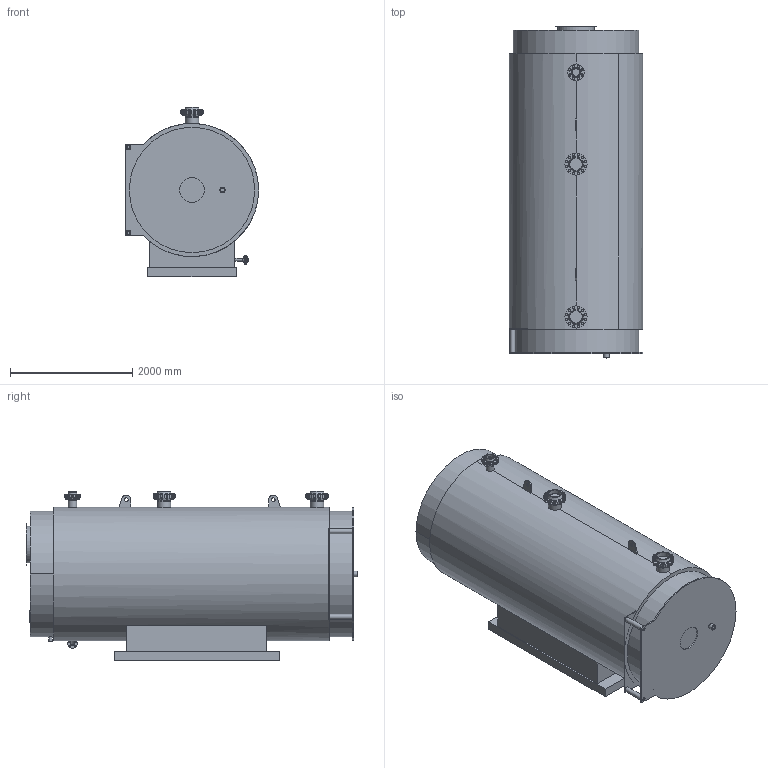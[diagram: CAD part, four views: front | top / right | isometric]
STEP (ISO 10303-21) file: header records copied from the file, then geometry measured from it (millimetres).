
FILE_DESCRIPTION(/* description */ (''),/* implementation_level */ '2;1');
FILE_NAME(/* name */ 'KPG-4650 (3D).stp',/* time_stamp */ '2020-11-25T20:26:08+03:00',/* author */ ('Пользователь'),/* organization */ (''),/* preprocessor_version */ 'ST-DEVELOPER v18',/* originating_system */ 'Autodesk Inventor 2020',/* authorisation */ '');
FILE_SCHEMA (('AUTOMOTIVE_DESIGN { 1 0 10303 214 3 1 1 }'));
Length unit declared in the file: millimetre
Products named in the file (12): 4650; 4650_1; FC-200DN; ISO 7005-2 Фланец приварной 
с буртиком, тип 
11 - ISO PN 25 Чугун с шаровидным 
графитом DN200; FC-125DN; ISO 7005-2 Фланец приварной 
с буртиком, тип 
11 - ISO PN 25 Чугун с шаровидным 
графитом DN125; AS 1110 - M24 x 70; AS 1112 - M24  Тип 10; FC-40DN; ISO 7005-2 Фланец приварной 
с буртиком, тип 
11 - ISO PN 25 Чугун с шаровидным 
графитом DN40; AS 1110 - M16 x 55; AS 1112 - M16  Тип 10
Assembly tree (59 placements, depth 3):
  4650
    4650_1
    FC-200DN  x2
      ISO 7005-2 Фланец приварной 
с буртиком, тип 
11 - ISO PN 25 Чугун с шаровидным 
графитом DN200
      AS 1110 - M24 x 70
      AS 1112 - M24  Тип 10
    FC-125DN
      ISO 7005-2 Фланец приварной 
с буртиком, тип 
11 - ISO PN 25 Чугун с шаровидным 
графитом DN125  x2
      AS 1110 - M24 x 70  x8
      AS 1112 - M24  Тип 10  x8
    FC-40DN
      ISO 7005-2 Фланец приварной 
с буртиком, тип 
11 - ISO PN 25 Чугун с шаровидным 
графитом DN40  x2
      AS 1110 - M16 x 55  x4
      AS 1112 - M16  Тип 10  x4
Bounding box: 2180 x 5430 x 2774 mm (x, y, z)
Volume: 20892471344 mm3; surface area: 53075050.5 mm2
Topology: 88 solids, 88 shells, 1937 faces, 4337 edges, 2648 vertices
Faces by surface type: plane 928, cone 764, cylinder 244, torus 1
Full cylindrical faces by diameter (mm): 13.835 x4, 16 x4, 19 x8, 20 x4, 20.752 x32, 24 x36, 28 x64, 36 x32, 40 x2, 48 x2, 50 x5, 52 x2, 60 x2, 64.286 x1, 80 x2, 84 x2, 90 x1, 125 x2, 133 x1, 137 x2, 150 x2, 184 x2, 200 x4, 212.6 x4, 219 x2, 270 x2, 274 x4, 360 x4, 400 x1, 594 x1
Entity records: 8041 total; most frequent: CARTESIAN_POINT 1425, DIRECTION 1417, ORIENTED_EDGE 1152, AXIS2_PLACEMENT_3D 596, EDGE_CURVE 576, VERTEX_POINT 388, EDGE_LOOP 340, CIRCLE 279
